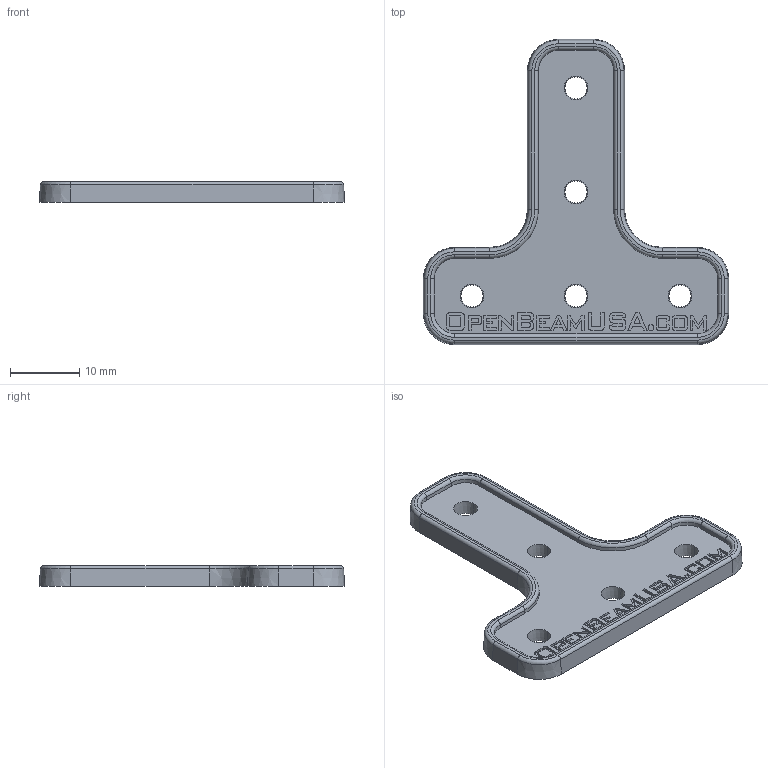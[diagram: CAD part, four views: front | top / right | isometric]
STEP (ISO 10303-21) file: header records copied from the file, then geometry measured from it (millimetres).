
FILE_DESCRIPTION (( 'STEP AP203' ), '1' );
FILE_NAME ('TL625-000101-002 - T Plate, OpenBeam 1515.STEP', '2012-07-08T01:33:09', ( '' ), ( '' ), 'SwSTEP 2.0', 'SolidWorks 2012', '' );
FILE_SCHEMA (( 'CONFIG_CONTROL_DESIGN' ));
Length unit declared in the file: millimetre
Products named in the file (1): TL625-000101-002 - T Plate, OpenBeam 1515
Bounding box: 44 x 44 x 3 mm (x, y, z)
Volume: 2112.8 mm3; surface area: 2670.5 mm2
Topology: 1 solids, 1 shells, 347 faces, 1109 edges, 821 vertices
Faces by surface type: plane 249, bspline 36, cone 30, torus 16, cylinder 16
Entity records: 16613 total; most frequent: CARTESIAN_POINT 6957, ORIENTED_EDGE 2218, DIRECTION 1608, EDGE_CURVE 1109, VERTEX_POINT 821, LINE 768, VECTOR 768, AXIS2_PLACEMENT_3D 420
